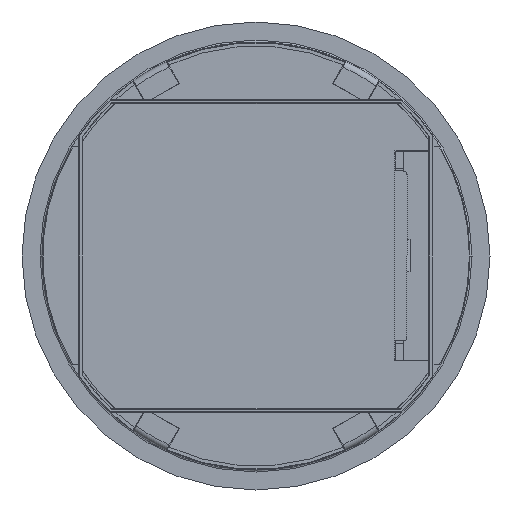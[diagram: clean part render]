
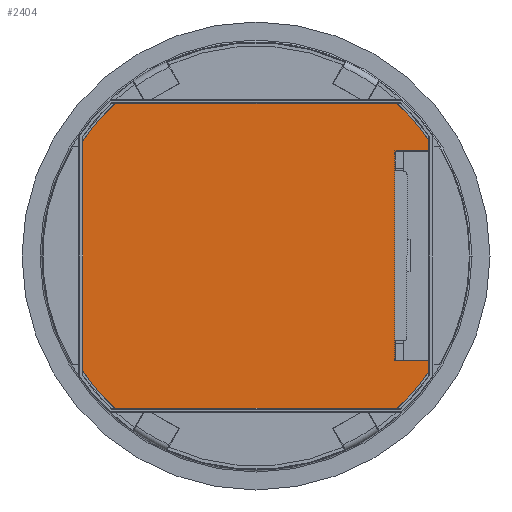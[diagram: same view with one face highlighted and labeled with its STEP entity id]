
A CAD part, front view. The second image highlights one B-rep face of the part: STEP entity #2404.
In plain terms, the highlighted planar face has unit normal (0, -1, 0).
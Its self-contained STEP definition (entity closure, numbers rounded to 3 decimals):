
#345 = CARTESIAN_POINT ( 'NONE',  ( 0., -10., 0. ) ) ;
#540 = LINE ( 'NONE', #10554, #2716 ) ;
#781 = EDGE_LOOP ( 'NONE', ( #5568, #5100, #4859, #8094, #1882, #3500 ) ) ;
#796 = CARTESIAN_POINT ( 'NONE',  ( 52.5, -10., 89.533 ) ) ;
#1025 = EDGE_CURVE ( 'NONE', #8782, #4090, #7467, .T. ) ;
#1132 = B_SPLINE_CURVE_WITH_KNOTS ( 'NONE', 3,
 ( #8941, #1407, #3945, #7288, #9946, #10650 ),
 .UNSPECIFIED., .F., .F.,
 ( 4, 2, 4 ),
 ( 0., 0., 0.001 ),
 .UNSPECIFIED. ) ;
#1407 = CARTESIAN_POINT ( 'NONE',  ( -52.5, -10., 89.533 ) ) ;
#1521 = EDGE_CURVE ( 'NONE', #8782, #10059, #5492, .T. ) ;
#1545 = AXIS2_PLACEMENT_3D ( 'NONE', #345, #9649, #2123 ) ;
#1803 = DIRECTION ( 'NONE',  ( 0., 0., -1. ) ) ;
#1882 = ORIENTED_EDGE ( 'NONE', *, *, #9634, .F. ) ;
#2123 = DIRECTION ( 'NONE',  ( 0., 0., 1. ) ) ;
#2404 = ADVANCED_FACE ( 'NONE', ( #2940 ), #4583, .F. ) ;
#2455 = VERTEX_POINT ( 'NONE', #8821 ) ;
#2533 = AXIS2_PLACEMENT_3D ( 'NONE', #4078, #9017, #6542 ) ;
#2716 = VECTOR ( 'NONE', #4836, 1000. ) ;
#2940 = FACE_OUTER_BOUND ( 'NONE', #781, .T. ) ;
#3223 = DIRECTION ( 'NONE',  ( 1., 0., 0. ) ) ;
#3231 = CARTESIAN_POINT ( 'NONE',  ( -52.5, -10., 69.5 ) ) ;
#3367 = CARTESIAN_POINT ( 'NONE',  ( 52.861, -10., 89.739 ) ) ;
#3500 = ORIENTED_EDGE ( 'NONE', *, *, #5432, .T. ) ;
#3537 = VERTEX_POINT ( 'NONE', #8791 ) ;
#3785 = EDGE_CURVE ( 'NONE', #3537, #4090, #540, .T. ) ;
#3945 = CARTESIAN_POINT ( 'NONE',  ( -52.559, -10., 89.635 ) ) ;
#4078 = CARTESIAN_POINT ( 'NONE',  ( 0., -10., 0. ) ) ;
#4090 = VERTEX_POINT ( 'NONE', #5588 ) ;
#4093 = CARTESIAN_POINT ( 'NONE',  ( 52.743, -10., 89.74 ) ) ;
#4235 = VECTOR ( 'NONE', #1803, 1000. ) ;
#4583 = PLANE ( 'NONE',  #1545 ) ;
#4836 = DIRECTION ( 'NONE',  ( 0., 0., 1. ) ) ;
#4859 = ORIENTED_EDGE ( 'NONE', *, *, #3785, .F. ) ;
#5100 = ORIENTED_EDGE ( 'NONE', *, *, #1025, .T. ) ;
#5413 = LINE ( 'NONE', #7447, #7173 ) ;
#5432 = EDGE_CURVE ( 'NONE', #2455, #10059, #1132, .T. ) ;
#5492 = CIRCLE ( 'NONE', #2533, 104.151 ) ;
#5568 = ORIENTED_EDGE ( 'NONE', *, *, #1521, .F. ) ;
#5588 = CARTESIAN_POINT ( 'NONE',  ( 52.5, -10., 89.427 ) ) ;
#6067 = LINE ( 'NONE', #7779, #4235 ) ;
#6542 = DIRECTION ( 'NONE',  ( 0., 0., 1. ) ) ;
#6738 = EDGE_CURVE ( 'NONE', #8374, #3537, #5413, .T. ) ;
#7173 = VECTOR ( 'NONE', #3223, 1000. ) ;
#7288 = CARTESIAN_POINT ( 'NONE',  ( -52.743, -10., 89.74 ) ) ;
#7436 = CARTESIAN_POINT ( 'NONE',  ( 52.952, -10., 89.685 ) ) ;
#7447 = CARTESIAN_POINT ( 'NONE',  ( 52.5, -10., 69.5 ) ) ;
#7467 = B_SPLINE_CURVE_WITH_KNOTS ( 'NONE', 3,
 ( #7436, #3367, #4093, #10031, #796, #9258 ),
 .UNSPECIFIED., .F., .F.,
 ( 4, 2, 4 ),
 ( 0., 0., 0.001 ),
 .UNSPECIFIED. ) ;
#7779 = CARTESIAN_POINT ( 'NONE',  ( -52.5, -10., 104.5 ) ) ;
#8094 = ORIENTED_EDGE ( 'NONE', *, *, #6738, .F. ) ;
#8374 = VERTEX_POINT ( 'NONE', #3231 ) ;
#8782 = VERTEX_POINT ( 'NONE', #10859 ) ;
#8791 = CARTESIAN_POINT ( 'NONE',  ( 52.5, -10., 69.5 ) ) ;
#8821 = CARTESIAN_POINT ( 'NONE',  ( -52.5, -10., 89.427 ) ) ;
#8941 = CARTESIAN_POINT ( 'NONE',  ( -52.5, -10., 89.427 ) ) ;
#9017 = DIRECTION ( 'NONE',  ( 0., 1., 0. ) ) ;
#9258 = CARTESIAN_POINT ( 'NONE',  ( 52.5, -10., 89.427 ) ) ;
#9634 = EDGE_CURVE ( 'NONE', #2455, #8374, #6067, .T. ) ;
#9649 = DIRECTION ( 'NONE',  ( 0., 1., 0. ) ) ;
#9946 = CARTESIAN_POINT ( 'NONE',  ( -52.861, -10., 89.739 ) ) ;
#10031 = CARTESIAN_POINT ( 'NONE',  ( 52.56, -10., 89.635 ) ) ;
#10059 = VERTEX_POINT ( 'NONE', #10293 ) ;
#10293 = CARTESIAN_POINT ( 'NONE',  ( -52.952, -10., 89.685 ) ) ;
#10554 = CARTESIAN_POINT ( 'NONE',  ( 52.5, -10., 104.5 ) ) ;
#10650 = CARTESIAN_POINT ( 'NONE',  ( -52.952, -10., 89.685 ) ) ;
#10859 = CARTESIAN_POINT ( 'NONE',  ( 52.952, -10., 89.685 ) ) ;
